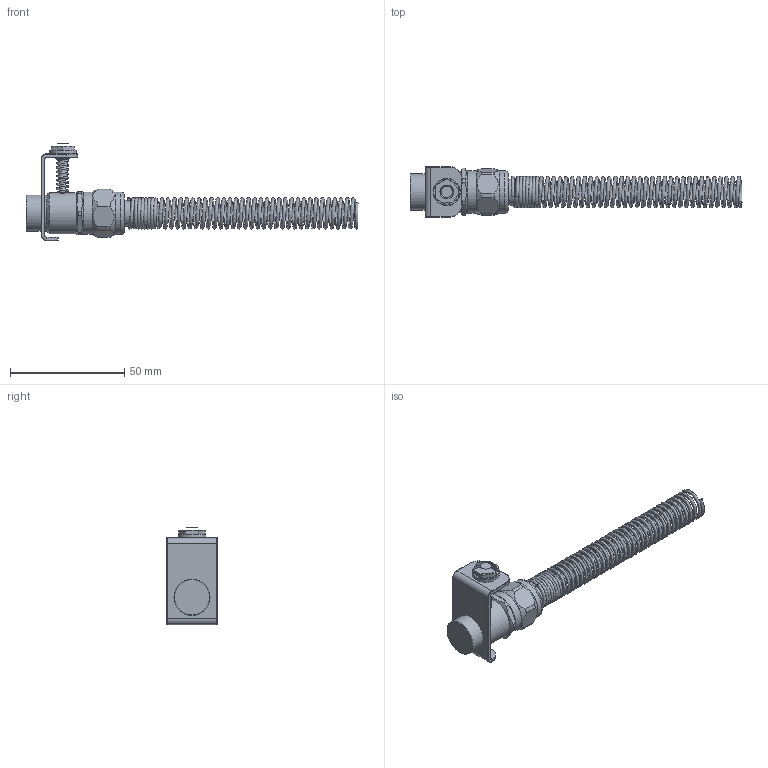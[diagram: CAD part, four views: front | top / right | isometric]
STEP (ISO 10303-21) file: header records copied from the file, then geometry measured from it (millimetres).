
FILE_DESCRIPTION(/* description */ (''),/* implementation_level */ '2;1');
FILE_NAME(/* name */ '800091.stp',/* time_stamp */ '2024-11-21T09:51:00+01:00',/* author */ ('mbs'),/* organization */ (''),/* preprocessor_version */ 'ST-DEVELOPER v20',/* originating_system */ 'Autodesk Inventor 2024',/* authorisation */ '');
FILE_SCHEMA (('AUTOMOTIVE_DESIGN { 1 0 10303 214 3 1 1 }'));
Length unit declared in the file: millimetre
Products named in the file (1): 800091
Bounding box: 145.27 x 22 x 42.6 mm (x, y, z)
Volume: 16488.7 mm3; surface area: 12639.9 mm2
Topology: 1 solids, 1 shells, 156 faces, 425 edges, 276 vertices
Faces by surface type: cylinder 42, plane 38, torus 37, bspline 28, cone 11
Full cylindrical faces by diameter (mm): 2.5 x1, 3.9 x1, 6 x1, 11.4 x1, 12 x1, 15.8 x2, 18 x1, 18.5 x2
Entity records: 20256 total; most frequent: CARTESIAN_POINT 16418, ORIENTED_EDGE 850, DIRECTION 647, EDGE_CURVE 425, AXIS2_PLACEMENT_3D 279, VERTEX_POINT 276, EDGE_LOOP 173, STYLED_ITEM 157
